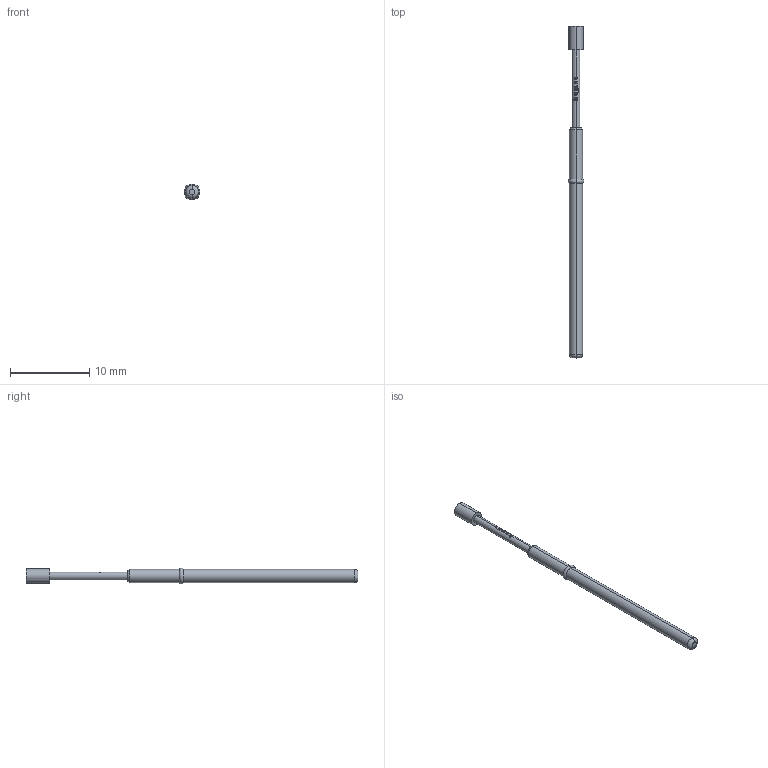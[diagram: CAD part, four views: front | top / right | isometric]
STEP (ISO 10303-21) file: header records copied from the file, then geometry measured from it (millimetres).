
FILE_DESCRIPTION (( 'STEP AP203' ), '1' );
FILE_NAME ('INGUN_GKS-412_303_180_A_xx07.STEP', '2022-02-01T11:15:51', ( 'ochi' ), ( '' ), 'SwSTEP 2.0', 'SolidWorks 2018', '' );
FILE_SCHEMA (( 'CONFIG_CONTROL_DESIGN' ));
Length unit declared in the file: millimetre
Products named in the file (1): INGUN_GKS-412_303_180_A_xx07
Bounding box: 2 x 41.8 x 2 mm (x, y, z)
Volume: 76.6 mm3; surface area: 206.5 mm2
Topology: 1 solids, 1 shells, 91 faces, 251 edges, 163 vertices
Faces by surface type: plane 43, bspline 22, cylinder 18, cone 4, torus 4
Entity records: 3232 total; most frequent: CARTESIAN_POINT 1004, ORIENTED_EDGE 498, DIRECTION 385, EDGE_CURVE 249, VERTEX_POINT 163, AXIS2_PLACEMENT_3D 152, EDGE_LOOP 94, FACE_OUTER_BOUND 91
